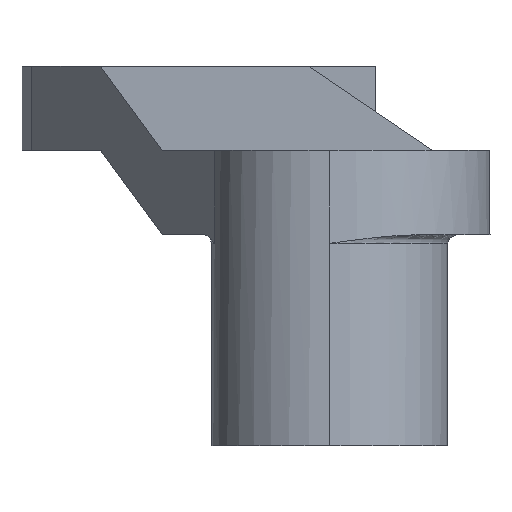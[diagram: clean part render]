
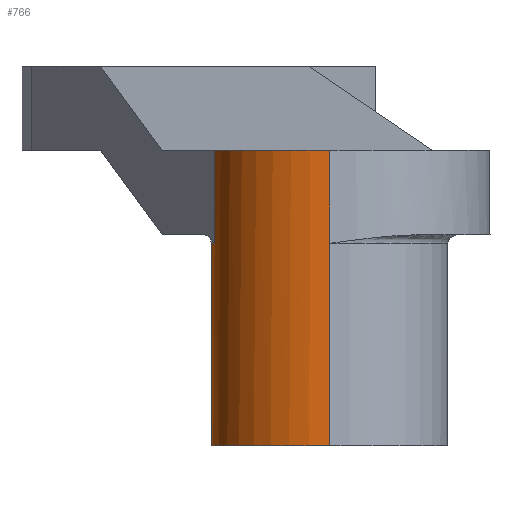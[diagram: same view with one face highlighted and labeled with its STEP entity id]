
A CAD part, left-side view. The second image highlights one B-rep face of the part: STEP entity #766.
In plain terms, the highlighted cylindrical face has radius 7 mm (diameter 14 mm), a partial arc.
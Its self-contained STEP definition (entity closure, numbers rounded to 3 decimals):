
#7 = CARTESIAN_POINT ( 'NONE',  ( -7., 0., -17.5 ) ) ;
#9 = VECTOR ( 'NONE', #77, 1000. ) ;
#27 = ORIENTED_EDGE ( 'NONE', *, *, #430, .T. ) ;
#72 = LINE ( 'NONE', #748, #740 ) ;
#74 = AXIS2_PLACEMENT_3D ( 'NONE', #878, #504, #342 ) ;
#77 = DIRECTION ( 'NONE',  ( 0., 0., 1. ) ) ;
#83 = DIRECTION ( 'NONE',  ( 0., 0., 1. ) ) ;
#125 = VECTOR ( 'NONE', #164, 1000. ) ;
#143 = DIRECTION ( 'NONE',  ( 0., 0., 1. ) ) ;
#164 = DIRECTION ( 'NONE',  ( 0., 0., 1. ) ) ;
#218 = CARTESIAN_POINT ( 'NONE',  ( 0., 0., -17.5 ) ) ;
#224 = VERTEX_POINT ( 'NONE', #631 ) ;
#232 = AXIS2_PLACEMENT_3D ( 'NONE', #610, #83, #386 ) ;
#252 = EDGE_CURVE ( 'NONE', #490, #889, #500, .T. ) ;
#264 = VERTEX_POINT ( 'NONE', #558 ) ;
#280 = ORIENTED_EDGE ( 'NONE', *, *, #915, .T. ) ;
#305 = CARTESIAN_POINT ( 'NONE',  ( 1.24, 6.889, -17.5 ) ) ;
#311 = DIRECTION ( 'NONE',  ( 1., 0., 0. ) ) ;
#342 = DIRECTION ( 'NONE',  ( -1., 0., 0. ) ) ;
#386 = DIRECTION ( 'NONE',  ( -1., 0., 0. ) ) ;
#393 = CARTESIAN_POINT ( 'NONE',  ( -7., 0., -5.5 ) ) ;
#405 = ORIENTED_EDGE ( 'NONE', *, *, #252, .F. ) ;
#410 = EDGE_CURVE ( 'NONE', #490, #264, #822, .T. ) ;
#427 = CIRCLE ( 'NONE', #552, 7. ) ;
#430 = EDGE_CURVE ( 'NONE', #719, #812, #72, .T. ) ;
#451 = DIRECTION ( 'NONE',  ( 0., 0., -1. ) ) ;
#458 = LINE ( 'NONE', #305, #9 ) ;
#467 = CARTESIAN_POINT ( 'NONE',  ( 7., 0., -17.5 ) ) ;
#478 = EDGE_LOOP ( 'NONE', ( #595, #27, #512, #405, #926, #280, #980, #929, #494 ) ) ;
#481 = VECTOR ( 'NONE', #451, 1000. ) ;
#490 = VERTEX_POINT ( 'NONE', #765 ) ;
#494 = ORIENTED_EDGE ( 'NONE', *, *, #845, .F. ) ;
#500 = CIRCLE ( 'NONE', #74, 7. ) ;
#504 = DIRECTION ( 'NONE',  ( 0., 0., 1. ) ) ;
#512 = ORIENTED_EDGE ( 'NONE', *, *, #658, .F. ) ;
#521 = LINE ( 'NONE', #808, #858 ) ;
#529 = CARTESIAN_POINT ( 'NONE',  ( 0., 0., -17.5 ) ) ;
#552 = AXIS2_PLACEMENT_3D ( 'NONE', #529, #759, #311 ) ;
#558 = CARTESIAN_POINT ( 'NONE',  ( -1.561, 6.824, -5.5 ) ) ;
#567 = DIRECTION ( 'NONE',  ( 0., 0., -1. ) ) ;
#579 = CARTESIAN_POINT ( 'NONE',  ( 7., 0., -5.5 ) ) ;
#595 = ORIENTED_EDGE ( 'NONE', *, *, #770, .T. ) ;
#600 = LINE ( 'NONE', #467, #125 ) ;
#610 = CARTESIAN_POINT ( 'NONE',  ( 0., 0., -12. ) ) ;
#622 = VERTEX_POINT ( 'NONE', #829 ) ;
#631 = CARTESIAN_POINT ( 'NONE',  ( 1.24, 6.889, -17.5 ) ) ;
#635 = VERTEX_POINT ( 'NONE', #579 ) ;
#658 = EDGE_CURVE ( 'NONE', #889, #812, #521, .T. ) ;
#679 = FACE_OUTER_BOUND ( 'NONE', #478, .T. ) ;
#711 = DIRECTION ( 'NONE',  ( 1., 0., 0. ) ) ;
#716 = EDGE_CURVE ( 'NONE', #800, #635, #600, .T. ) ;
#719 = VERTEX_POINT ( 'NONE', #7 ) ;
#729 = CIRCLE ( 'NONE', #232, 7. ) ;
#740 = VECTOR ( 'NONE', #143, 1000. ) ;
#741 = DIRECTION ( 'NONE',  ( 0., 0., -1. ) ) ;
#748 = CARTESIAN_POINT ( 'NONE',  ( -7., 0., -17.5 ) ) ;
#759 = DIRECTION ( 'NONE',  ( 0., 0., 1. ) ) ;
#765 = CARTESIAN_POINT ( 'NONE',  ( -1.561, 6.824, 0. ) ) ;
#766 = ADVANCED_FACE ( 'NONE', ( #679 ), #835, .T. ) ;
#770 = EDGE_CURVE ( 'NONE', #224, #719, #427, .T. ) ;
#772 = DIRECTION ( 'NONE',  ( 0., 0., 1. ) ) ;
#800 = VERTEX_POINT ( 'NONE', #921 ) ;
#808 = CARTESIAN_POINT ( 'NONE',  ( -7., 0., 5. ) ) ;
#810 = AXIS2_PLACEMENT_3D ( 'NONE', #218, #772, #924 ) ;
#812 = VERTEX_POINT ( 'NONE', #393 ) ;
#822 = LINE ( 'NONE', #982, #481 ) ;
#829 = CARTESIAN_POINT ( 'NONE',  ( 1.24, 6.889, -12. ) ) ;
#831 = EDGE_CURVE ( 'NONE', #800, #622, #729, .T. ) ;
#835 = CYLINDRICAL_SURFACE ( 'NONE', #810, 7. ) ;
#845 = EDGE_CURVE ( 'NONE', #224, #622, #458, .T. ) ;
#847 = AXIS2_PLACEMENT_3D ( 'NONE', #944, #567, #711 ) ;
#857 = CARTESIAN_POINT ( 'NONE',  ( -7., 0., 0. ) ) ;
#858 = VECTOR ( 'NONE', #741, 1000. ) ;
#878 = CARTESIAN_POINT ( 'NONE',  ( 0., 0., 0. ) ) ;
#889 = VERTEX_POINT ( 'NONE', #857 ) ;
#915 = EDGE_CURVE ( 'NONE', #264, #635, #923, .T. ) ;
#921 = CARTESIAN_POINT ( 'NONE',  ( 7., 0., -12. ) ) ;
#923 = CIRCLE ( 'NONE', #847, 7. ) ;
#924 = DIRECTION ( 'NONE',  ( 1., 0., 0. ) ) ;
#926 = ORIENTED_EDGE ( 'NONE', *, *, #410, .T. ) ;
#929 = ORIENTED_EDGE ( 'NONE', *, *, #831, .T. ) ;
#944 = CARTESIAN_POINT ( 'NONE',  ( 0., 0., -5.5 ) ) ;
#980 = ORIENTED_EDGE ( 'NONE', *, *, #716, .F. ) ;
#982 = CARTESIAN_POINT ( 'NONE',  ( -1.561, 6.824, 5. ) ) ;
